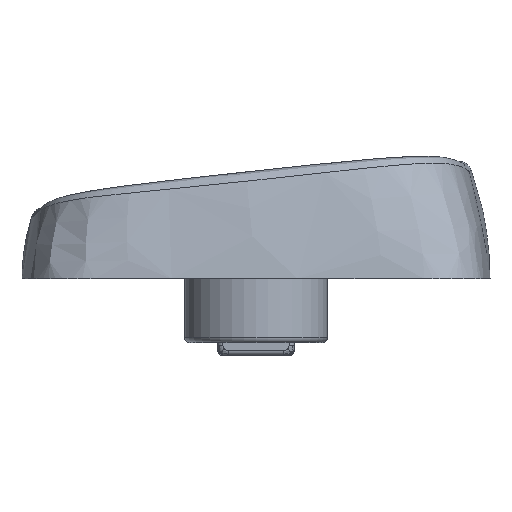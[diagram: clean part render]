
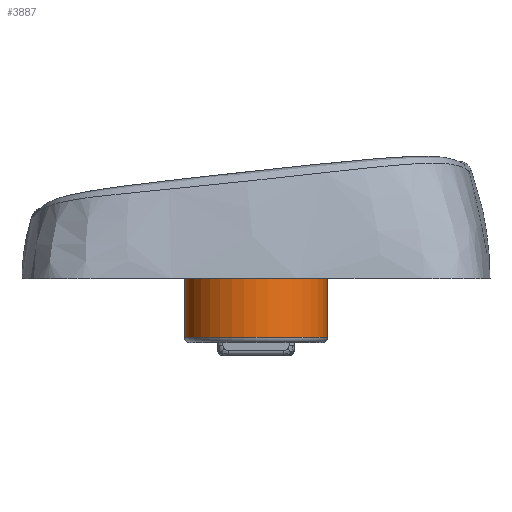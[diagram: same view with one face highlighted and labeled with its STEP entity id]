
A CAD part, left-side view. The second image highlights one B-rep face of the part: STEP entity #3887.
In plain terms, the highlighted cylindrical face has radius 2.75 mm (diameter 5.5 mm), a full revolution.
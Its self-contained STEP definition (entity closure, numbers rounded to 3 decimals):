
#203=LINE('',#10140,#357);
#357=VECTOR('',#5036,2.75);
#439=CYLINDRICAL_SURFACE('',#4250,2.75);
#625=FACE_OUTER_BOUND('',#844,.T.);
#844=EDGE_LOOP('',(#3232,#3233,#3234,#3235,#3236));
#1111=CIRCLE('',#4243,2.75);
#1112=CIRCLE('',#4244,2.75);
#1117=CIRCLE('',#4251,2.75);
#1604=VERTEX_POINT('',#10100);
#1605=VERTEX_POINT('',#10102);
#1622=VERTEX_POINT('',#10139);
#2184=EDGE_CURVE('',#1604,#1605,#1111,.T.);
#2185=EDGE_CURVE('',#1605,#1604,#1112,.T.);
#2202=EDGE_CURVE('',#1605,#1622,#203,.T.);
#2203=EDGE_CURVE('',#1622,#1622,#1117,.T.);
#3232=ORIENTED_EDGE('',*,*,#2185,.F.);
#3233=ORIENTED_EDGE('',*,*,#2202,.T.);
#3234=ORIENTED_EDGE('',*,*,#2203,.F.);
#3235=ORIENTED_EDGE('',*,*,#2202,.F.);
#3236=ORIENTED_EDGE('',*,*,#2184,.F.);
#3887=ADVANCED_FACE('',(#625),#439,.T.);
#4243=AXIS2_PLACEMENT_3D('',#10103,#5008,#5009);
#4244=AXIS2_PLACEMENT_3D('',#10104,#5010,#5011);
#4250=AXIS2_PLACEMENT_3D('',#10138,#5034,#5035);
#4251=AXIS2_PLACEMENT_3D('',#10141,#5037,#5038);
#5008=DIRECTION('center_axis',(0.,0.,-1.));
#5009=DIRECTION('ref_axis',(1.,0.,0.));
#5010=DIRECTION('center_axis',(0.,0.,-1.));
#5011=DIRECTION('ref_axis',(1.,0.,0.));
#5034=DIRECTION('center_axis',(0.,0.,-1.));
#5035=DIRECTION('ref_axis',(1.,0.,0.));
#5036=DIRECTION('',(0.,0.,1.));
#5037=DIRECTION('center_axis',(0.,0.,1.));
#5038=DIRECTION('ref_axis',(1.,0.,0.));
#10100=CARTESIAN_POINT('',(-9.25,0.,-3.1));
#10102=CARTESIAN_POINT('',(-14.75,0.,-3.1));
#10103=CARTESIAN_POINT('Origin',(-12.,0.,-3.1));
#10104=CARTESIAN_POINT('Origin',(-12.,0.,-3.1));
#10138=CARTESIAN_POINT('Origin',(-12.,0.,0.));
#10139=CARTESIAN_POINT('',(-14.75,0.,-0.25));
#10140=CARTESIAN_POINT('',(-14.75,0.,0.));
#10141=CARTESIAN_POINT('Origin',(-12.,0.,-0.25));
